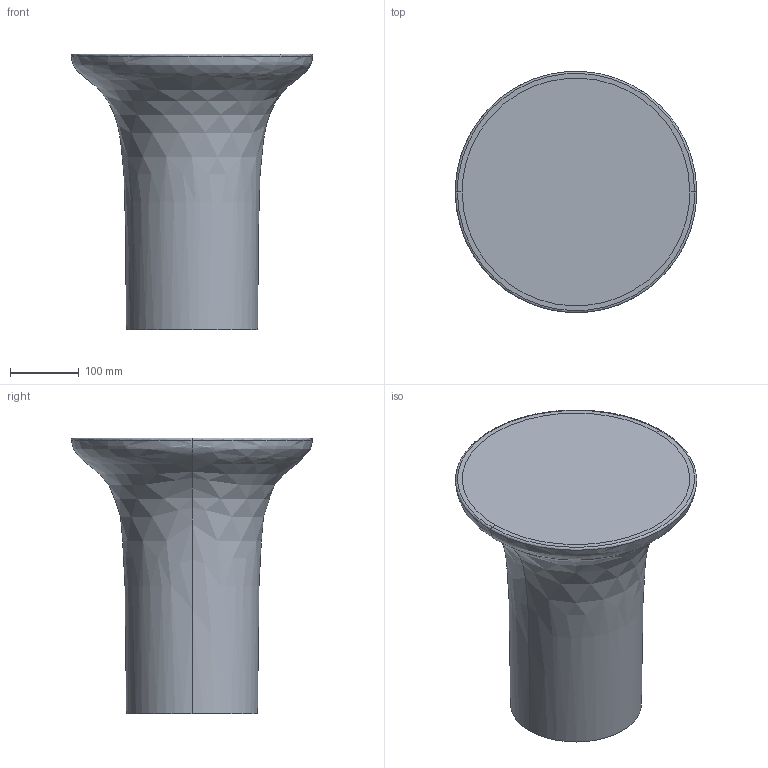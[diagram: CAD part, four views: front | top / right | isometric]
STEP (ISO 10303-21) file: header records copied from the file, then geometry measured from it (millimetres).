
FILE_DESCRIPTION(/* description */ (''),/* implementation_level */ '2;1');
FILE_NAME(/* name */ 'Trumpet Table Tall',/* time_stamp */ '2022-07-07T15:18:17+02:00',/* author */ (''),/* organization */ (''),/* preprocessor_version */ 'ST-DEVELOPER v15',/* originating_system */ '',/* authorisation */ '');
FILE_SCHEMA (('AUTOMOTIVE_DESIGN'));
Length unit declared in the file: millimetre
Products named in the file (1): Document
Bounding box: 349.83 x 349.4 x 400 mm (x, y, z)
Volume: 15430605 mm3; surface area: 605483.6 mm2
Topology: 2 solids, 2 shells, 15 faces, 28 edges, 15 vertices
Faces by surface type: bspline 12, plane 3
Entity records: 643 total; most frequent: CARTESIAN_POINT 462, ORIENTED_EDGE 52, EDGE_CURVE 26, ADVANCED_FACE 15, FACE_OUTER_BOUND 15, EDGE_LOOP 15, VERTEX_POINT 15, DIRECTION 7
